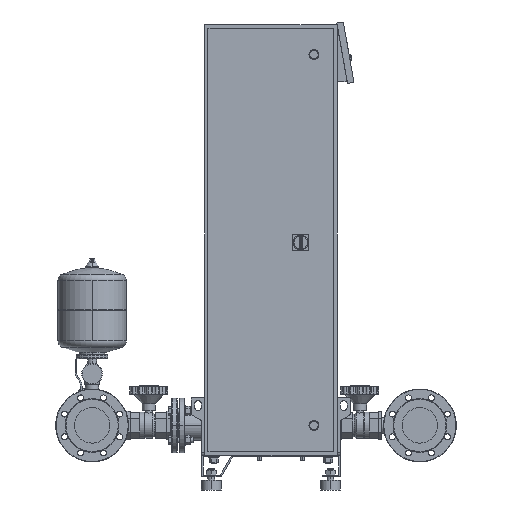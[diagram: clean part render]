
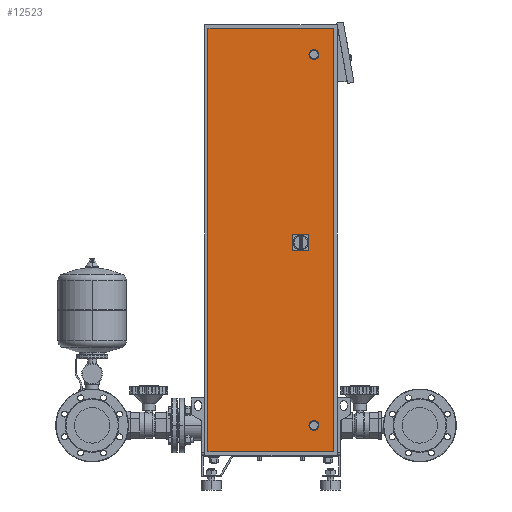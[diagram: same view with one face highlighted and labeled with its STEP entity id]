
A CAD part, left-side view. The second image highlights one B-rep face of the part: STEP entity #12523.
In plain terms, the highlighted free-form (B-spline) face has degree [1, 1] with [2, 2] control points.
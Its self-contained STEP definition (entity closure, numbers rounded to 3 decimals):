
#12156=CARTESIAN_POINT('',(-300.0,-130.0,1300.0));
#12157=VERTEX_POINT('',#12156);
#12173=CARTESIAN_POINT('',(-300.0,-130.0,1330.0));
#12174=VERTEX_POINT('',#12173);
#12181=CARTESIAN_POINT('',(-300.0,-130.0,1315.0));
#12182=DIRECTION('',(1.0,0.0,0.0));
#12183=DIRECTION('',(0.0,0.0,-1.0));
#12184=AXIS2_PLACEMENT_3D('',#12181,#12182,#12183);
#12185=CIRCLE('',#12184,15.0);
#12186=EDGE_CURVE('',#12157,#12174,#12185,.T.);
#12280=CARTESIAN_POINT('',(-300.0,-130.0,180.0));
#12281=VERTEX_POINT('',#12280);
#12297=CARTESIAN_POINT('',(-300.0,-130.0,210.0));
#12298=VERTEX_POINT('',#12297);
#12305=CARTESIAN_POINT('',(-300.0,-130.0,195.0));
#12306=DIRECTION('',(1.0,0.0,0.0));
#12307=DIRECTION('',(0.0,0.0,-1.0));
#12308=AXIS2_PLACEMENT_3D('',#12305,#12306,#12307);
#12309=CIRCLE('',#12308,15.0);
#12310=EDGE_CURVE('',#12281,#12298,#12309,.T.);
#12379=CARTESIAN_POINT('',(-300.0,-130.0,195.0));
#12380=DIRECTION('',(1.0,0.0,0.0));
#12381=DIRECTION('',(0.0,0.0,-1.0));
#12382=AXIS2_PLACEMENT_3D('',#12379,#12380,#12381);
#12383=CIRCLE('',#12382,15.0);
#12384=EDGE_CURVE('',#12298,#12281,#12383,.T.);
#12444=CARTESIAN_POINT('',(-300.0,190.0,115.0));
#12445=VERTEX_POINT('',#12444);
#12446=CARTESIAN_POINT('',(-300.0,-190.0,115.0));
#12447=VERTEX_POINT('',#12446);
#12448=CARTESIAN_POINT('',(-300.0,190.0,115.0));
#12449=DIRECTION('',(0.0,-1.0,0.0));
#12450=VECTOR('',#12449,380.0);
#12451=LINE('',#12448,#12450);
#12452=EDGE_CURVE('',#12445,#12447,#12451,.T.);
#12479=CARTESIAN_POINT('',(-300.0,190.0,1395.0));
#12480=CARTESIAN_POINT('',(-300.0,190.0,115.0));
#12481=CARTESIAN_POINT('',(-300.,-190.0,1395.0));
#12482=CARTESIAN_POINT('',(-300.0,-190.0,115.0));
#12483=B_SPLINE_SURFACE_WITH_KNOTS('',1,1,((#12479,#12481),(#12480,#12482)),.UNSPECIFIED.,.F.,.F.,.U.,(2,2),(2,2),(0.0,1280.0),(0.0,380.0),.UNSPECIFIED.);
#12484=CARTESIAN_POINT('',(-300.0,-190.0,1395.0));
#12485=VERTEX_POINT('',#12484);
#12486=CARTESIAN_POINT('',(-300.0,-190.0,115.0));
#12487=DIRECTION('',(0.0,0.0,1.0));
#12488=VECTOR('',#12487,1280.0);
#12489=LINE('',#12486,#12488);
#12490=EDGE_CURVE('',#12447,#12485,#12489,.T.);
#12491=ORIENTED_EDGE('',*,*,#12490,.T.);
#12492=CARTESIAN_POINT('',(-300.0,190.,1395.0));
#12493=VERTEX_POINT('',#12492);
#12494=CARTESIAN_POINT('',(-300.0,-190.0,1395.0));
#12495=DIRECTION('',(0.0,1.0,0.0));
#12496=VECTOR('',#12495,380.);
#12497=LINE('',#12494,#12496);
#12498=EDGE_CURVE('',#12485,#12493,#12497,.T.);
#12499=ORIENTED_EDGE('',*,*,#12498,.T.);
#12500=CARTESIAN_POINT('',(-300.0,190.,1395.0));
#12501=DIRECTION('',(0.0,0.0,-1.0));
#12502=VECTOR('',#12501,1280.0);
#12503=LINE('',#12500,#12502);
#12504=EDGE_CURVE('',#12493,#12445,#12503,.T.);
#12505=ORIENTED_EDGE('',*,*,#12504,.T.);
#12506=ORIENTED_EDGE('',*,*,#12452,.T.);
#12507=EDGE_LOOP('',(#12491,#12499,#12505,#12506));
#12508=FACE_OUTER_BOUND('',#12507,.T.);
#12509=ORIENTED_EDGE('',*,*,#12384,.T.);
#12510=ORIENTED_EDGE('',*,*,#12310,.T.);
#12511=EDGE_LOOP('',(#12509,#12510));
#12512=FACE_BOUND('',#12511,.T.);
#12513=CARTESIAN_POINT('',(-300.0,-130.0,1315.0));
#12514=DIRECTION('',(1.0,0.0,0.0));
#12515=DIRECTION('',(0.0,0.0,-1.0));
#12516=AXIS2_PLACEMENT_3D('',#12513,#12514,#12515);
#12517=CIRCLE('',#12516,15.0);
#12518=EDGE_CURVE('',#12174,#12157,#12517,.T.);
#12519=ORIENTED_EDGE('',*,*,#12518,.T.);
#12520=ORIENTED_EDGE('',*,*,#12186,.T.);
#12521=EDGE_LOOP('',(#12519,#12520));
#12522=FACE_BOUND('',#12521,.T.);
#12523=ADVANCED_FACE('',(#12508,#12512,#12522),#12483,.T.);
